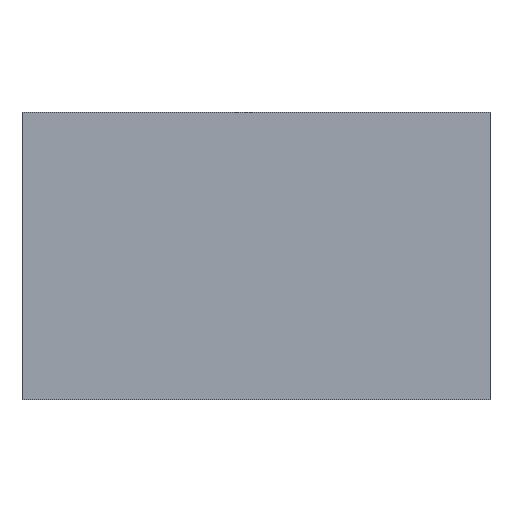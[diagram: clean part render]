
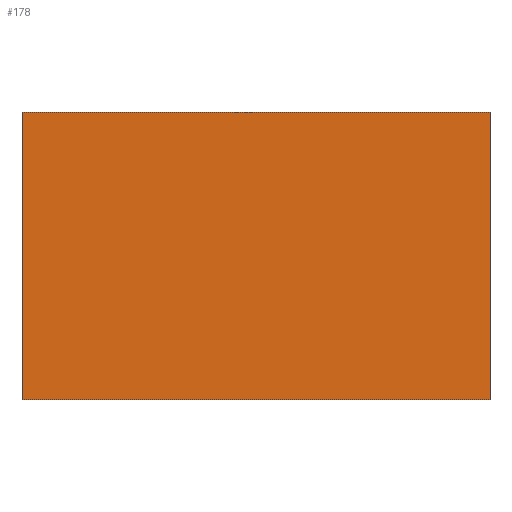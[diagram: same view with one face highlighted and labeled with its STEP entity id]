
A CAD part, top view. The second image highlights one B-rep face of the part: STEP entity #178.
In plain terms, the highlighted planar face has unit normal (0, 0, 1).
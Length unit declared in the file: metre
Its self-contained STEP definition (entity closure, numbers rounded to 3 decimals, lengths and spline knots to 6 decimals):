
#19=LINE('',#280,#33);
#22=LINE('',#291,#36);
#27=LINE('',#306,#41);
#28=LINE('',#309,#42);
#33=VECTOR('',#226,1.);
#36=VECTOR('',#237,1.);
#41=VECTOR('',#252,1.);
#42=VECTOR('',#257,1.);
#72=ORIENTED_EDGE('',*,*,#94,.F.);
#73=ORIENTED_EDGE('',*,*,#99,.T.);
#74=ORIENTED_EDGE('',*,*,#106,.F.);
#75=ORIENTED_EDGE('',*,*,#108,.F.);
#94=EDGE_CURVE('',#116,#112,#19,.T.);
#99=EDGE_CURVE('',#116,#120,#22,.T.);
#106=EDGE_CURVE('',#125,#120,#27,.T.);
#108=EDGE_CURVE('',#112,#125,#28,.T.);
#112=VERTEX_POINT('',#271);
#116=VERTEX_POINT('',#279);
#120=VERTEX_POINT('',#290);
#125=VERTEX_POINT('',#305);
#146=EDGE_LOOP('',(#72,#73,#74,#75));
#162=FACE_BOUND('',#146,.T.);
#170=PLANE('',#209);
#178=ADVANCED_FACE('',(#162),#170,.T.);
#209=AXIS2_PLACEMENT_3D('',#308,#255,#256);
#226=DIRECTION('',(1.,0.,0.));
#237=DIRECTION('',(0.,-1.,0.));
#252=DIRECTION('',(-1.,0.,0.));
#255=DIRECTION('',(0.,0.,1.));
#256=DIRECTION('',(1.,0.,0.));
#257=DIRECTION('',(0.,-1.,0.));
#271=CARTESIAN_POINT('',(0.022,0.0135,-0.0345));
#279=CARTESIAN_POINT('',(-0.022,0.0135,-0.0345));
#280=CARTESIAN_POINT('',(0.,0.0135,-0.0345));
#290=CARTESIAN_POINT('',(-0.022,-0.0135,-0.0345));
#291=CARTESIAN_POINT('',(-0.022,0.013502,-0.0345));
#305=CARTESIAN_POINT('',(0.022,-0.0135,-0.0345));
#306=CARTESIAN_POINT('',(0.,-0.0135,-0.0345));
#308=CARTESIAN_POINT('',(0.,0.013502,-0.0345));
#309=CARTESIAN_POINT('',(0.022,0.013502,-0.0345));
